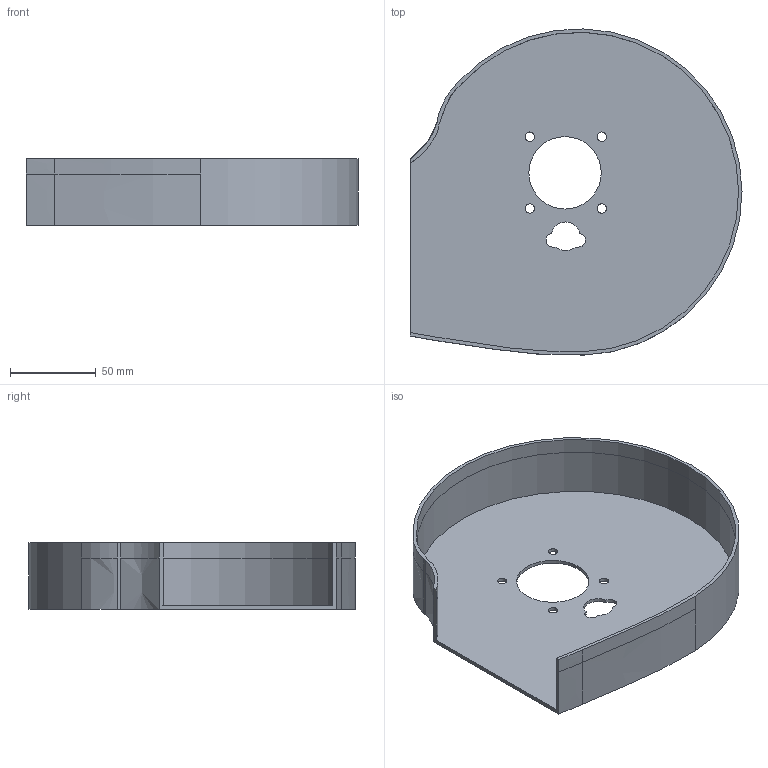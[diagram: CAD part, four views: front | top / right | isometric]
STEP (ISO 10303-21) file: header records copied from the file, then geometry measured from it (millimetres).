
FILE_DESCRIPTION(('FreeCAD Model'),'2;1');
FILE_NAME('Open CASCADE Shape Model','2025-09-04T17:43:42',(''),(''), 'Open CASCADE STEP processor 7.9','FreeCAD','Unknown');
FILE_SCHEMA(('AUTOMOTIVE_DESIGN { 1 0 10303 214 1 1 1 1 }'));
Length unit declared in the file: millimetre
Products named in the file (1): fan body001
Bounding box: 193.87 x 190.42 x 39 mm (x, y, z)
Volume: 96319.4 mm3; surface area: 98407.4 mm2
Topology: 1 solids, 1 shells, 39 faces, 109 edges, 72 vertices
Faces by surface type: extrusion 12, cylinder 12, plane 11, offset 4
Full cylindrical faces by diameter (mm): 5.5 x4, 42.255 x1
Entity records: 4257 total; most frequent: CARTESIAN_POINT 3290, ORIENTED_EDGE 218, DIRECTION 142, EDGE_CURVE 109, VERTEX_POINT 72, B_SPLINE_CURVE_WITH_KNOTS 62, FACE_BOUND 51, EDGE_LOOP 51
